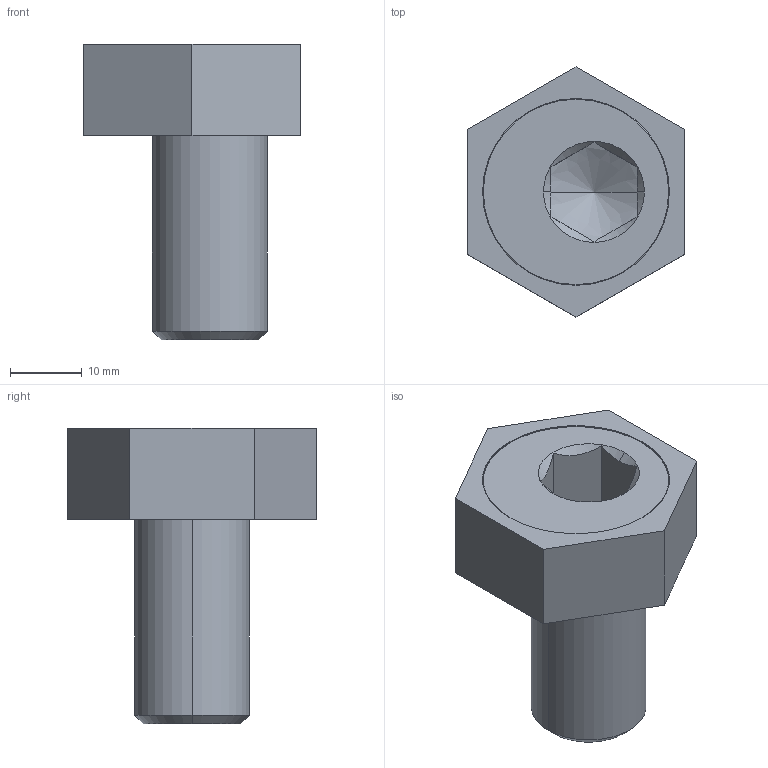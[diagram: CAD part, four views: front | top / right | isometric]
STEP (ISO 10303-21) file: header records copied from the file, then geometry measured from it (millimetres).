
FILE_DESCRIPTION(('STEP AP214'),'1');
FILE_NAME(' ',' ',('TraceParts'),('TraceParts S.A.'),'XStep 1.0',' ',' ');
FILE_SCHEMA(('automotive_design'));
Length unit declared in the file: millimetre
Products named in the file (2): 1; 2
Bounding box: 30.13 x 34.79 x 41.2 mm (x, y, z)
Volume: 13709.7 mm3; surface area: 6933.5 mm2
Topology: 2 solids, 2 shells, 34 faces, 83 edges, 54 vertices
Faces by surface type: plane 18, cylinder 8, cone 6, torus 2
Entity records: 1958 total; most frequent: CARTESIAN_POINT 203, STYLED_ITEM 169, PRESENTATION_STYLE_ASSIGNMENT 169, COLOUR_RGB 169, DIRECTION 164, ORIENTED_EDGE 162, EDGE_CURVE 81, CURVE_STYLE 81
